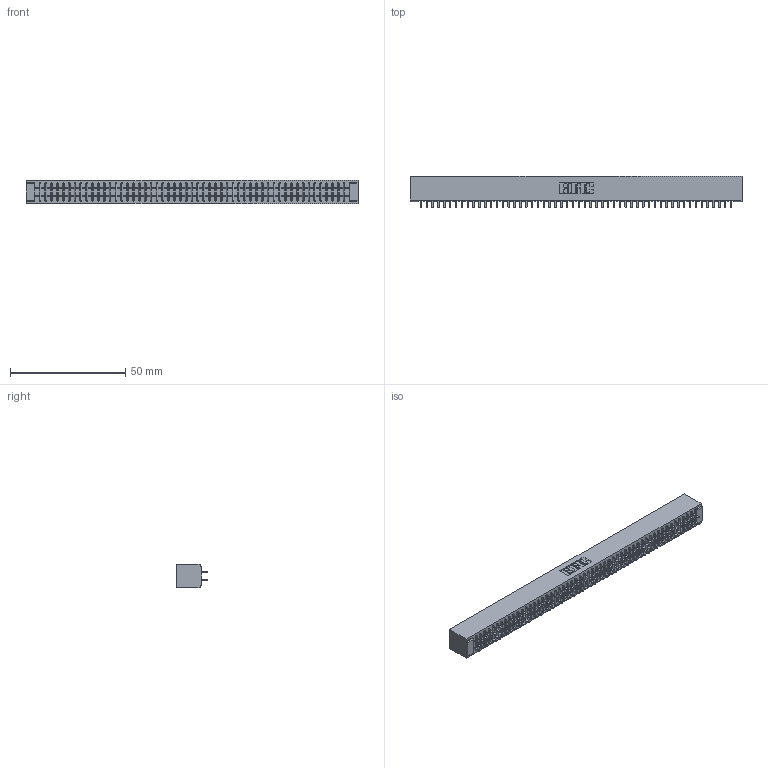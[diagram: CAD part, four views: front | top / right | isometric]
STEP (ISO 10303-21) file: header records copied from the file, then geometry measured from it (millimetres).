
FILE_DESCRIPTION (( 'STEP AP203' ), '1' );
FILE_NAME ('391-108-524-201.STEP', '2018-08-09T21:16:18', ( '' ), ( '' ), 'SwSTEP 2.0', 'SolidWorks 2016', '' );
FILE_SCHEMA (( 'CONFIG_CONTROL_DESIGN' ));
Length unit declared in the file: inch
Products named in the file (3): 341 Part_No Mounting Lugs; 341-292-001_341-292-124; 391-108-524-201
Assembly tree (109 placements, depth 2):
  391-108-524-201
    341 Part_No Mounting Lugs
    341-292-001_341-292-124  x108
Bounding box: 144.15 x 13.64 x 10.16 mm (x, y, z)
Volume: 10880.7 mm3; surface area: 20147.4 mm2
Topology: 109 solids, 109 shells, 7236 faces, 20974 edges, 13582 vertices
Faces by surface type: plane 4384, cylinder 2636, sphere 110, torus 106
Entity records: 63475 total; most frequent: CARTESIAN_POINT 10550, ORIENTED_EDGE 10484, DIRECTION 10228, EDGE_CURVE 5242, LINE 4252, VECTOR 4252, VERTEX_POINT 3310, AXIS2_PLACEMENT_3D 2988
